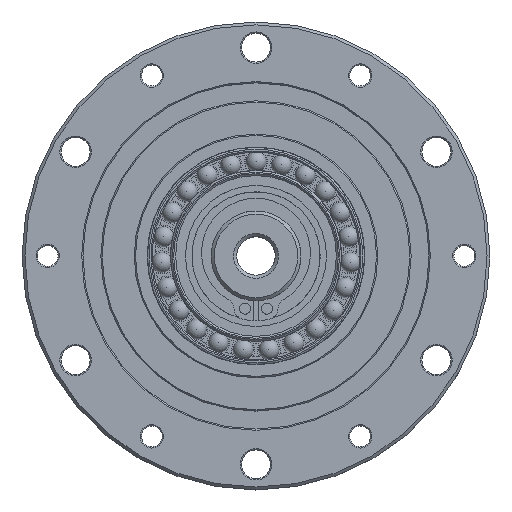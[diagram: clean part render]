
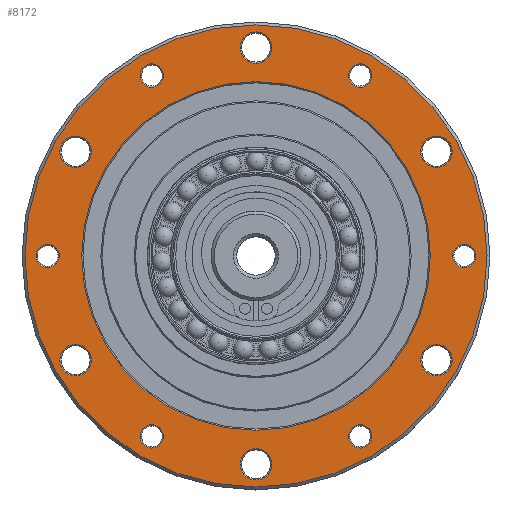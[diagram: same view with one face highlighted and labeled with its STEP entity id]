
A CAD part, top view. The second image highlights one B-rep face of the part: STEP entity #8172.
In plain terms, the highlighted planar face has unit normal (0, 0, 1).
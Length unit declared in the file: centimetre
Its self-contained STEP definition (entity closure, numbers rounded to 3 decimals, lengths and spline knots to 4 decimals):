
#790=FACE_BOUND($,#2211,.T.);
#791=FACE_BOUND($,#2212,.T.);
#792=FACE_BOUND($,#2213,.T.);
#793=FACE_BOUND($,#2214,.T.);
#794=FACE_BOUND($,#2215,.T.);
#795=FACE_BOUND($,#2216,.T.);
#796=FACE_BOUND($,#2217,.T.);
#797=FACE_BOUND($,#2218,.T.);
#798=FACE_BOUND($,#2219,.T.);
#799=FACE_BOUND($,#2220,.T.);
#800=FACE_BOUND($,#2221,.T.);
#801=FACE_BOUND($,#2222,.T.);
#802=FACE_BOUND($,#2223,.T.);
#990=PLANE($,#9365);
#1474=FACE_OUTER_BOUND($,#2210,.T.);
#2210=EDGE_LOOP($,(#7262));
#2211=EDGE_LOOP($,(#7263));
#2212=EDGE_LOOP($,(#7264));
#2213=EDGE_LOOP($,(#7265));
#2214=EDGE_LOOP($,(#7266));
#2215=EDGE_LOOP($,(#7267));
#2216=EDGE_LOOP($,(#7268));
#2217=EDGE_LOOP($,(#7269));
#2218=EDGE_LOOP($,(#7270));
#2219=EDGE_LOOP($,(#7271));
#2220=EDGE_LOOP($,(#7272));
#2221=EDGE_LOOP($,(#7273));
#2222=EDGE_LOOP($,(#7274));
#2223=EDGE_LOOP($,(#7275));
#2927=CIRCLE($,#9263,3.605);
#2931=CIRCLE($,#9271,2.72);
#2936=CIRCLE($,#9281,0.245);
#2940=CIRCLE($,#9288,0.1821);
#2944=CIRCLE($,#9295,0.1821);
#2946=CIRCLE($,#9298,0.245);
#2948=CIRCLE($,#9301,0.1821);
#2950=CIRCLE($,#9304,0.245);
#2952=CIRCLE($,#9307,0.1821);
#2954=CIRCLE($,#9310,0.245);
#2956=CIRCLE($,#9313,0.1821);
#2958=CIRCLE($,#9316,0.245);
#2960=CIRCLE($,#9319,0.1821);
#2962=CIRCLE($,#9322,0.245);
#4167=VERTEX_POINT($,#14730);
#4171=VERTEX_POINT($,#14742);
#4176=VERTEX_POINT($,#14757);
#4180=VERTEX_POINT($,#14768);
#4184=VERTEX_POINT($,#14779);
#4186=VERTEX_POINT($,#14784);
#4188=VERTEX_POINT($,#14789);
#4190=VERTEX_POINT($,#14794);
#4192=VERTEX_POINT($,#14799);
#4194=VERTEX_POINT($,#14804);
#4196=VERTEX_POINT($,#14809);
#4198=VERTEX_POINT($,#14814);
#4200=VERTEX_POINT($,#14819);
#4202=VERTEX_POINT($,#14824);
#5179=EDGE_CURVE($,#4167,#4167,#2927,.T.);
#5183=EDGE_CURVE($,#4171,#4171,#2931,.T.);
#5188=EDGE_CURVE($,#4176,#4176,#2936,.T.);
#5192=EDGE_CURVE($,#4180,#4180,#2940,.T.);
#5196=EDGE_CURVE($,#4184,#4184,#2944,.T.);
#5198=EDGE_CURVE($,#4186,#4186,#2946,.T.);
#5200=EDGE_CURVE($,#4188,#4188,#2948,.T.);
#5202=EDGE_CURVE($,#4190,#4190,#2950,.T.);
#5204=EDGE_CURVE($,#4192,#4192,#2952,.T.);
#5206=EDGE_CURVE($,#4194,#4194,#2954,.T.);
#5208=EDGE_CURVE($,#4196,#4196,#2956,.T.);
#5210=EDGE_CURVE($,#4198,#4198,#2958,.T.);
#5212=EDGE_CURVE($,#4200,#4200,#2960,.T.);
#5214=EDGE_CURVE($,#4202,#4202,#2962,.T.);
#7262=ORIENTED_EDGE($,*,*,#5179,.F.);
#7263=ORIENTED_EDGE($,*,*,#5183,.F.);
#7264=ORIENTED_EDGE($,*,*,#5188,.F.);
#7265=ORIENTED_EDGE($,*,*,#5192,.F.);
#7266=ORIENTED_EDGE($,*,*,#5196,.F.);
#7267=ORIENTED_EDGE($,*,*,#5198,.F.);
#7268=ORIENTED_EDGE($,*,*,#5200,.F.);
#7269=ORIENTED_EDGE($,*,*,#5202,.F.);
#7270=ORIENTED_EDGE($,*,*,#5204,.F.);
#7271=ORIENTED_EDGE($,*,*,#5206,.F.);
#7272=ORIENTED_EDGE($,*,*,#5208,.F.);
#7273=ORIENTED_EDGE($,*,*,#5210,.F.);
#7274=ORIENTED_EDGE($,*,*,#5212,.F.);
#7275=ORIENTED_EDGE($,*,*,#5214,.F.);
#8172=ADVANCED_FACE($,(#1474,#790,#791,#792,#793,#794,#795,#796,#797,#798,
#799,#800,#801,#802),#990,.T.);
#9263=AXIS2_PLACEMENT_3D($,#14731,#11736,#11737);
#9271=AXIS2_PLACEMENT_3D($,#14743,#11752,#11753);
#9281=AXIS2_PLACEMENT_3D($,#14758,#11772,#11773);
#9288=AXIS2_PLACEMENT_3D($,#14769,#11786,#11787);
#9295=AXIS2_PLACEMENT_3D($,#14780,#11800,#11801);
#9298=AXIS2_PLACEMENT_3D($,#14785,#11806,#11807);
#9301=AXIS2_PLACEMENT_3D($,#14790,#11812,#11813);
#9304=AXIS2_PLACEMENT_3D($,#14795,#11818,#11819);
#9307=AXIS2_PLACEMENT_3D($,#14800,#11824,#11825);
#9310=AXIS2_PLACEMENT_3D($,#14805,#11830,#11831);
#9313=AXIS2_PLACEMENT_3D($,#14810,#11836,#11837);
#9316=AXIS2_PLACEMENT_3D($,#14815,#11842,#11843);
#9319=AXIS2_PLACEMENT_3D($,#14820,#11848,#11849);
#9322=AXIS2_PLACEMENT_3D($,#14825,#11854,#11855);
#9365=AXIS2_PLACEMENT_3D($,#14889,#11940,#11941);
#11736=DIRECTION('center_axis',(0.,0.,
-1.));
#11737=DIRECTION('ref_axis',(0.,1.,0.));
#11752=DIRECTION('center_axis',(0.,0.,
1.));
#11753=DIRECTION('ref_axis',(0.,1.,0.));
#11772=DIRECTION('center_axis',(0.,0.,
1.));
#11773=DIRECTION('ref_axis',(1.,0.,0.));
#11786=DIRECTION('center_axis',(0.,0.,
1.));
#11787=DIRECTION('ref_axis',(1.,0.,0.));
#11800=DIRECTION('center_axis',(0.,0.,
1.));
#11801=DIRECTION('ref_axis',(1.,0.,0.));
#11806=DIRECTION('center_axis',(0.,0.,
1.));
#11807=DIRECTION('ref_axis',(1.,0.,0.));
#11812=DIRECTION('center_axis',(0.,0.,
1.));
#11813=DIRECTION('ref_axis',(1.,0.,0.));
#11818=DIRECTION('center_axis',(0.,0.,
1.));
#11819=DIRECTION('ref_axis',(1.,0.,0.));
#11824=DIRECTION('center_axis',(0.,0.,
1.));
#11825=DIRECTION('ref_axis',(1.,0.,0.));
#11830=DIRECTION('center_axis',(0.,0.,
1.));
#11831=DIRECTION('ref_axis',(1.,0.,0.));
#11836=DIRECTION('center_axis',(0.,0.,
1.));
#11837=DIRECTION('ref_axis',(1.,0.,0.));
#11842=DIRECTION('center_axis',(0.,0.,
1.));
#11843=DIRECTION('ref_axis',(1.,0.,0.));
#11848=DIRECTION('center_axis',(0.,0.,
1.));
#11849=DIRECTION('ref_axis',(1.,0.,0.));
#11854=DIRECTION('center_axis',(0.,0.,
1.));
#11855=DIRECTION('ref_axis',(1.,0.,0.));
#11940=DIRECTION('center_axis',(0.,0.,
1.));
#11941=DIRECTION('ref_axis',(-1.,0.,0.));
#14730=CARTESIAN_POINT('',(0.,-3.605,3.4));
#14731=CARTESIAN_POINT('Origin',(0.,0.,
3.4));
#14742=CARTESIAN_POINT('',(0.,-2.72,3.4));
#14743=CARTESIAN_POINT('Origin',(0.,0.,
3.4));
#14757=CARTESIAN_POINT('',(-0.245,-3.25,3.4));
#14758=CARTESIAN_POINT('Origin',(0.,-3.25,3.4));
#14768=CARTESIAN_POINT('',(-1.8071,-2.8146,3.4));
#14769=CARTESIAN_POINT('Origin',(-1.625,-2.8146,3.4));
#14779=CARTESIAN_POINT('',(1.4429,-2.8146,3.4));
#14780=CARTESIAN_POINT('Origin',(1.625,-2.8146,3.4));
#14784=CARTESIAN_POINT('',(2.5696,-1.625,3.4));
#14785=CARTESIAN_POINT('Origin',(2.8146,-1.625,3.4));
#14789=CARTESIAN_POINT('',(3.0679,0.,3.4));
#14790=CARTESIAN_POINT('Origin',(3.25,0.,3.4));
#14794=CARTESIAN_POINT('',(2.5696,1.625,3.4));
#14795=CARTESIAN_POINT('Origin',(2.8146,1.625,3.4));
#14799=CARTESIAN_POINT('',(1.4429,2.8146,3.4));
#14800=CARTESIAN_POINT('Origin',(1.625,2.8146,3.4));
#14804=CARTESIAN_POINT('',(-0.245,3.25,3.4));
#14805=CARTESIAN_POINT('Origin',(0.,3.25,3.4));
#14809=CARTESIAN_POINT('',(-1.8071,2.8146,3.4));
#14810=CARTESIAN_POINT('Origin',(-1.625,2.8146,3.4));
#14814=CARTESIAN_POINT('',(-3.0596,1.625,3.4));
#14815=CARTESIAN_POINT('Origin',(-2.8146,1.625,3.4));
#14819=CARTESIAN_POINT('',(-3.4321,0.,3.4));
#14820=CARTESIAN_POINT('Origin',(-3.25,0.,3.4));
#14824=CARTESIAN_POINT('',(-3.0596,-1.625,3.4));
#14825=CARTESIAN_POINT('Origin',(-2.8146,-1.625,3.4));
#14889=CARTESIAN_POINT('Origin',(0.,0.,
3.4));
